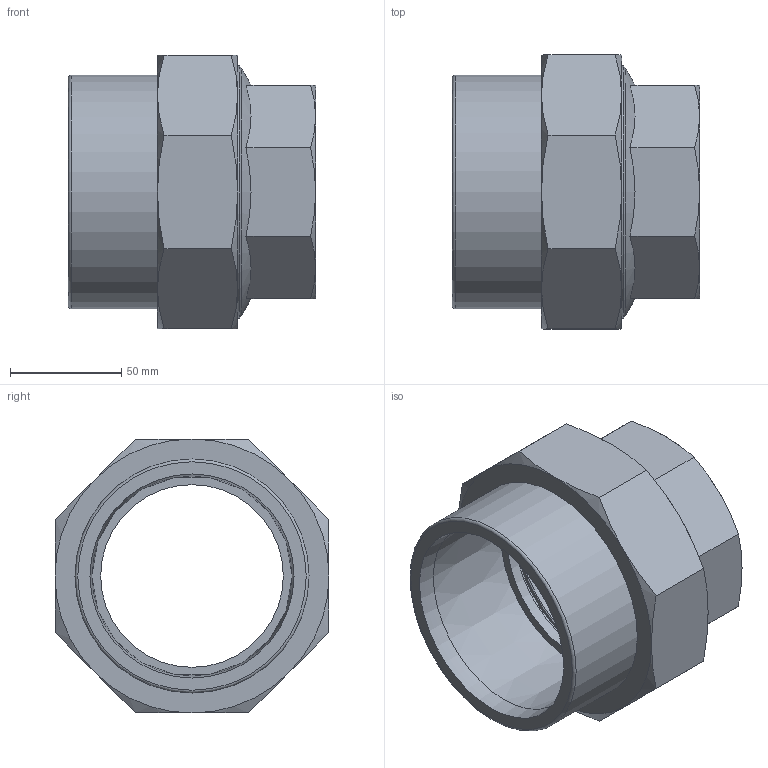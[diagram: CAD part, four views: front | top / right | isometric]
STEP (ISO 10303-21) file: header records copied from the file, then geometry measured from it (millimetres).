
FILE_DESCRIPTION(('Beschreibung'),'1');
FILE_NAME('621.54.02_90_-3.STP', '2014-09-15T12:09:51',('Author'), ('Organization'), 'KCM Version 1.1.794.0', 'Kubotek KeyCreator', 'Authorization');
FILE_SCHEMA(('CONFIG_CONTROL_DESIGN'));
Length unit declared in the file: millimetre
Bounding box: 111 x 123 x 123 mm (x, y, z)
Volume: 415042.4 mm3; surface area: 176520.7 mm2
Topology: 7 solids, 7 shells, 79 faces, 252 edges, 262 vertices
Faces by surface type: plane 31, cone 30, cylinder 16, torus 2
Full cylindrical faces by diameter (mm): 82 x1, 84 x1, 84.93 x1, 87.88 x2, 88 x1, 105 x1, 105.1 x1, 110 x2, 110.7 x3, 113.3 x3
Entity records: 2591 total; most frequent: CARTESIAN_POINT 569, DIRECTION 410, ORIENTED_EDGE 354, EDGE_CURVE 177, AXIS2_PLACEMENT_3D 146, VECTOR 118, LINE 118, VERTEX_POINT 113
